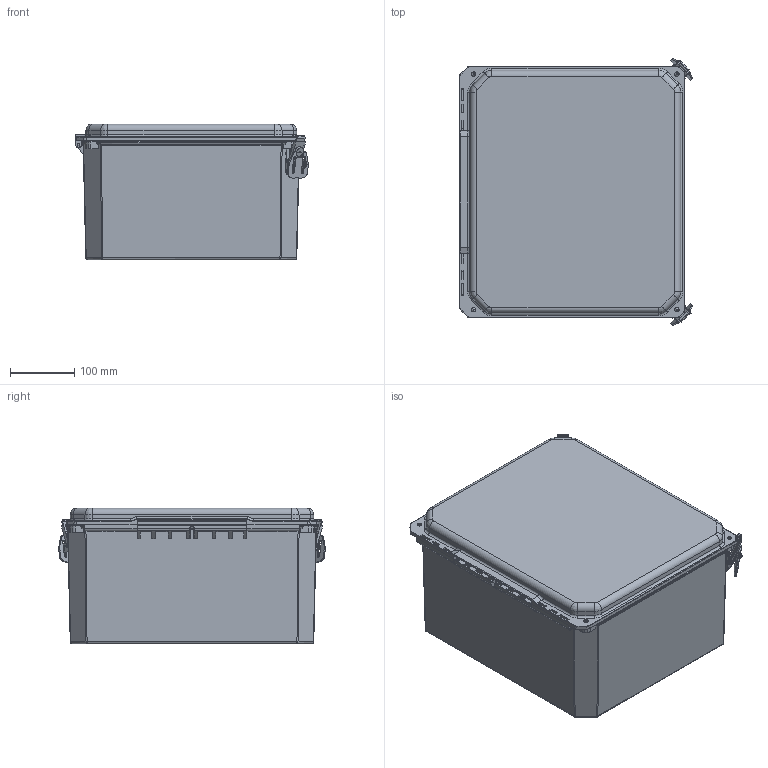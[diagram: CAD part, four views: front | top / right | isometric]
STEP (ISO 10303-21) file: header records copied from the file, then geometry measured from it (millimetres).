
FILE_DESCRIPTION(/* description */ (''),/* implementation_level */ '2;1');
FILE_NAME(/* name */ 'HW-CC141208CHTL.stp',/* time_stamp */ '2014-03-13T06:17:17-05:00',/* author */ ('pmescher'),/* organization */ (''),/* preprocessor_version */ 'ST-DEVELOPER v15.2',/* originating_system */ 'Autodesk Inventor 2014',/* authorisation */ '');
FILE_SCHEMA (('AUTOMOTIVE_DESIGN { 1 0 10303 214 3 1 1 }'));
Products named in the file (16): DS141208BOX; DSCC141206CVR; GA141206; WP1412HLU; BRASS INSERT-(; BRASS INSERT-(_1; BRASS INSERT-(_2; part2; AT40007; part1; hinge; part3; LOCKWT; RMHINGAT40006-04; DS COVER  BUSH; DSCC141208HLL_STP
Bounding box: 363.96 x 417 x 211.91 mm (x, y, z)
Volume: 2220435 mm3; surface area: 1172272.5 mm2
Topology: 31 solids, 31 shells, 2388 faces, 5790 edges, 3411 vertices
Faces by surface type: cylinder 936, plane 713, bspline 383, torus 233, cone 102, sphere 21
Full cylindrical faces by diameter (mm): 1.267 x4, 1.27 x2, 2.489 x4, 3.429 x4, 3.48 x4, 3.81 x4, 3.861 x8, 3.962 x12, 5.08 x4, 5.3 x4, 5.563 x4, 6.248 x12, 6.401 x4, 7.925 x4, 9.22 x2, 15.24 x2
Entity records: 76809 total; most frequent: CARTESIAN_POINT 27121, DIRECTION 10741, ORIENTED_EDGE 10096, EDGE_CURVE 5048, AXIS2_PLACEMENT_3D 4232, VERTEX_POINT 3036, EDGE_LOOP 2312, LINE 2277
